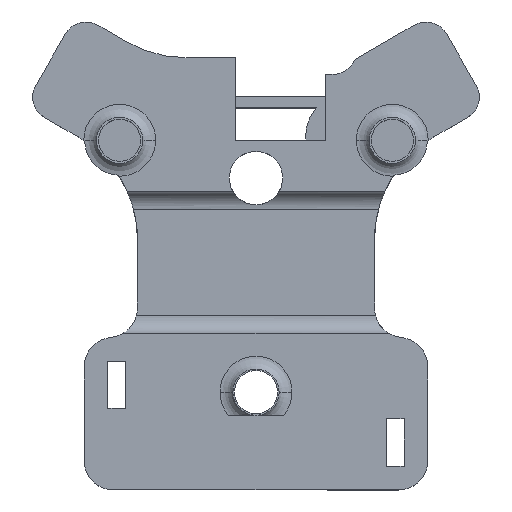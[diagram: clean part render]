
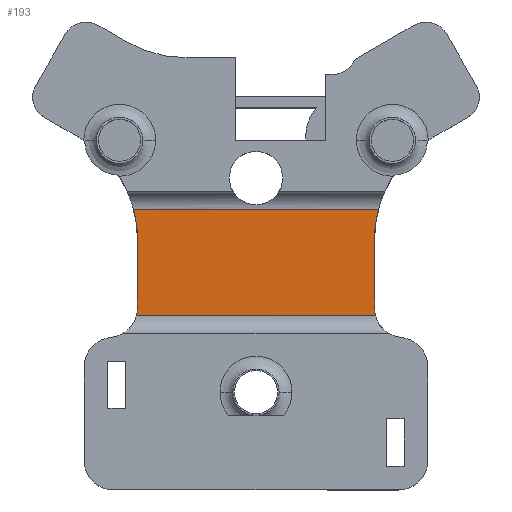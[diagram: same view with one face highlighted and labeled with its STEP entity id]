
A CAD part, top view. The second image highlights one B-rep face of the part: STEP entity #193.
In plain terms, the highlighted planar face has unit normal (0, 0, 1).
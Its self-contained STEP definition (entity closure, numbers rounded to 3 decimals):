
#193 = ADVANCED_FACE ( 'NONE', ( #2276 ), #1577, .F. ) ;
#259 = DIRECTION ( 'NONE',  ( 0., 1., 0. ) ) ;
#322 = ORIENTED_EDGE ( 'NONE', *, *, #2974, .F. ) ;
#419 = EDGE_CURVE ( 'NONE', #4445, #562, #3250, .T. ) ;
#458 = DIRECTION ( 'NONE',  ( 0., 0., -1. ) ) ;
#562 = VERTEX_POINT ( 'NONE', #3395 ) ;
#579 = CIRCLE ( 'NONE', #2007, 5. ) ;
#585 = DIRECTION ( 'NONE',  ( 0., 0., 1. ) ) ;
#879 = DIRECTION ( 'NONE',  ( 0., 1., 0. ) ) ;
#1064 = EDGE_LOOP ( 'NONE', ( #322, #2901, #1987, #1153, #4070, #3602, #3899, #3608 ) ) ;
#1153 = ORIENTED_EDGE ( 'NONE', *, *, #4379, .T. ) ;
#1155 = CIRCLE ( 'NONE', #2581, 20. ) ;
#1208 = CARTESIAN_POINT ( 'NONE',  ( -25., -21.92, 2.75 ) ) ;
#1258 = VECTOR ( 'NONE', #2381, 1000. ) ;
#1281 = VERTEX_POINT ( 'NONE', #2704 ) ;
#1314 = CARTESIAN_POINT ( 'NONE',  ( 20.672, -5.25, 2.75 ) ) ;
#1316 = DIRECTION ( 'NONE',  ( 0., 1., 0. ) ) ;
#1338 = LINE ( 'NONE', #2766, #1551 ) ;
#1339 = CARTESIAN_POINT ( 'NONE',  ( -20., -39.201, 2.75 ) ) ;
#1408 = DIRECTION ( 'NONE',  ( 0., 0., -1. ) ) ;
#1428 = CARTESIAN_POINT ( 'NONE',  ( 25., -21.92, 2.75 ) ) ;
#1452 = VECTOR ( 'NONE', #1468, 1000. ) ;
#1468 = DIRECTION ( 'NONE',  ( 1., 0., 0. ) ) ;
#1551 = VECTOR ( 'NONE', #2786, 1000. ) ;
#1577 = PLANE ( 'NONE',  #3112 ) ;
#1744 = CARTESIAN_POINT ( 'NONE',  ( 20., -10.39, 2.75 ) ) ;
#1826 = EDGE_CURVE ( 'NONE', #3138, #3056, #1338, .T. ) ;
#1863 = VERTEX_POINT ( 'NONE', #1314 ) ;
#1893 = CIRCLE ( 'NONE', #3990, 5. ) ;
#1951 = CARTESIAN_POINT ( 'NONE',  ( 20., -21.92, 2.75 ) ) ;
#1952 = DIRECTION ( 'NONE',  ( 0., 1., 0. ) ) ;
#1987 = ORIENTED_EDGE ( 'NONE', *, *, #3088, .F. ) ;
#2007 = AXIS2_PLACEMENT_3D ( 'NONE', #1428, #1408, #259 ) ;
#2017 = DIRECTION ( 'NONE',  ( 0., 1., 0. ) ) ;
#2207 = EDGE_CURVE ( 'NONE', #2785, #2665, #4213, .T. ) ;
#2276 = FACE_OUTER_BOUND ( 'NONE', #1064, .T. ) ;
#2298 = CARTESIAN_POINT ( 'NONE',  ( -37.676, -5.25, 2.75 ) ) ;
#2365 = CARTESIAN_POINT ( 'NONE',  ( -40., -10.39, 2.75 ) ) ;
#2381 = DIRECTION ( 'NONE',  ( 0., -1., 0. ) ) ;
#2423 = AXIS2_PLACEMENT_3D ( 'NONE', #2365, #4153, #3797 ) ;
#2581 = AXIS2_PLACEMENT_3D ( 'NONE', #4264, #585, #2017 ) ;
#2599 = CARTESIAN_POINT ( 'NONE',  ( -37.676, -5.25, 2.75 ) ) ;
#2665 = VERTEX_POINT ( 'NONE', #1951 ) ;
#2704 = CARTESIAN_POINT ( 'NONE',  ( -20., -21.92, 2.75 ) ) ;
#2766 = CARTESIAN_POINT ( 'NONE',  ( -37.676, -23.25, 2.75 ) ) ;
#2785 = VERTEX_POINT ( 'NONE', #1744 ) ;
#2786 = DIRECTION ( 'NONE',  ( 1., 0., 0. ) ) ;
#2805 = EDGE_CURVE ( 'NONE', #1863, #2785, #1155, .T. ) ;
#2901 = ORIENTED_EDGE ( 'NONE', *, *, #419, .F. ) ;
#2944 = CARTESIAN_POINT ( 'NONE',  ( -20., -10.39, 2.75 ) ) ;
#2974 = EDGE_CURVE ( 'NONE', #562, #1863, #3959, .T. ) ;
#3056 = VERTEX_POINT ( 'NONE', #3841 ) ;
#3088 = EDGE_CURVE ( 'NONE', #1281, #4445, #4174, .T. ) ;
#3112 = AXIS2_PLACEMENT_3D ( 'NONE', #2298, #3729, #1952 ) ;
#3138 = VERTEX_POINT ( 'NONE', #3501 ) ;
#3250 = CIRCLE ( 'NONE', #2423, 20. ) ;
#3260 = EDGE_CURVE ( 'NONE', #3056, #2665, #579, .T. ) ;
#3395 = CARTESIAN_POINT ( 'NONE',  ( -20.672, -5.25, 2.75 ) ) ;
#3431 = VECTOR ( 'NONE', #1316, 1000. ) ;
#3501 = CARTESIAN_POINT ( 'NONE',  ( -20.18, -23.25, 2.75 ) ) ;
#3602 = ORIENTED_EDGE ( 'NONE', *, *, #3260, .T. ) ;
#3608 = ORIENTED_EDGE ( 'NONE', *, *, #2805, .F. ) ;
#3729 = DIRECTION ( 'NONE',  ( 0., 0., -1. ) ) ;
#3797 = DIRECTION ( 'NONE',  ( 0., 1., 0. ) ) ;
#3841 = CARTESIAN_POINT ( 'NONE',  ( 20.18, -23.25, 2.75 ) ) ;
#3899 = ORIENTED_EDGE ( 'NONE', *, *, #2207, .F. ) ;
#3959 = LINE ( 'NONE', #2599, #1452 ) ;
#3990 = AXIS2_PLACEMENT_3D ( 'NONE', #1208, #458, #879 ) ;
#4070 = ORIENTED_EDGE ( 'NONE', *, *, #1826, .T. ) ;
#4153 = DIRECTION ( 'NONE',  ( 0., 0., 1. ) ) ;
#4165 = CARTESIAN_POINT ( 'NONE',  ( 20., -39.201, 2.75 ) ) ;
#4174 = LINE ( 'NONE', #1339, #3431 ) ;
#4213 = LINE ( 'NONE', #4165, #1258 ) ;
#4264 = CARTESIAN_POINT ( 'NONE',  ( 40., -10.39, 2.75 ) ) ;
#4379 = EDGE_CURVE ( 'NONE', #1281, #3138, #1893, .T. ) ;
#4445 = VERTEX_POINT ( 'NONE', #2944 ) ;
